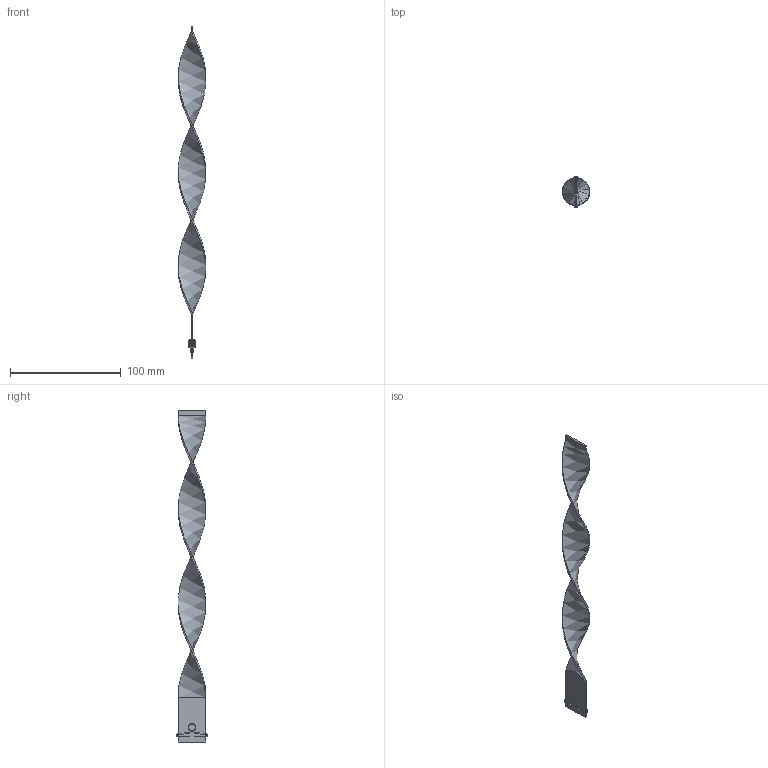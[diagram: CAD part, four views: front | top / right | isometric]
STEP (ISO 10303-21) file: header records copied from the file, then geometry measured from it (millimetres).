
FILE_DESCRIPTION (( 'STEP AP203' ), '1' );
FILE_NAME ('2fef.STEP', '2023-09-26T17:29:41', ( '' ), ( '' ), 'SwSTEP 2.0', 'SolidWorks 2019', '' );
FILE_SCHEMA (( 'CONFIG_CONTROL_DESIGN' ));
Length unit declared in the file: millimetre
Products named in the file (1): 2fef
Bounding box: 25.05 x 27.8 x 300 mm (x, y, z)
Volume: 11413 mm3; surface area: 16898.4 mm2
Topology: 3 solids, 3 shells, 90 faces, 192 edges, 112 vertices
Faces by surface type: cylinder 40, torus 24, plane 18, bspline 8
Entity records: 4733 total; most frequent: CARTESIAN_POINT 2763, DIRECTION 418, ORIENTED_EDGE 384, EDGE_CURVE 192, AXIS2_PLACEMENT_3D 179, VERTEX_POINT 112, CIRCLE 96, EDGE_LOOP 94
